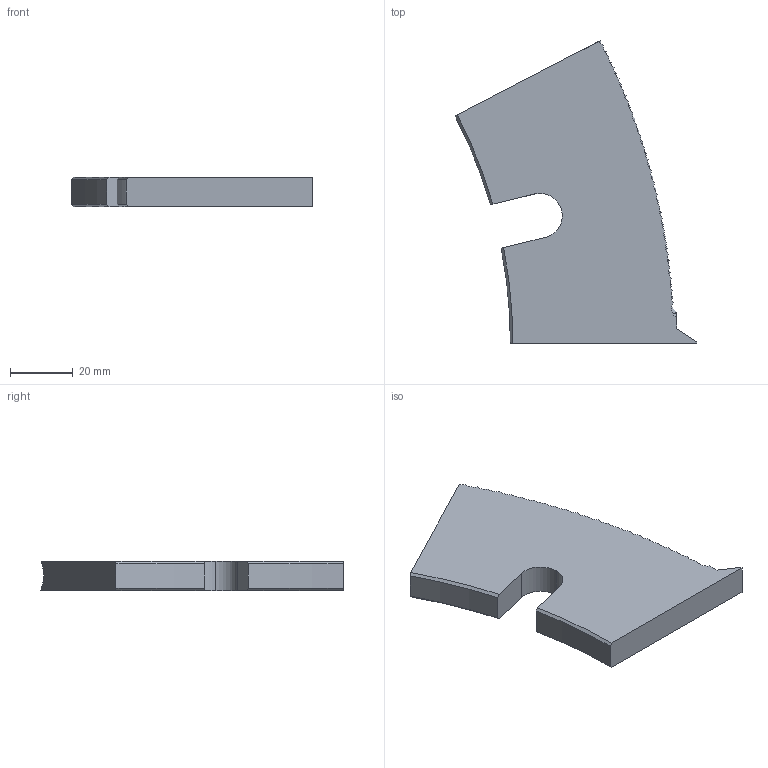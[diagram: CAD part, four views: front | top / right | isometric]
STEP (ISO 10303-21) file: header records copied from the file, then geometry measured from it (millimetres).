
FILE_DESCRIPTION (( 'STEP AP203' ), '1' );
FILE_NAME ('M23528-S.STEP', '2022-04-21T21:09:49', ( '' ), ( '' ), 'SwSTEP 2.0', 'SolidWorks 2020', '' );
FILE_SCHEMA (( 'CONFIG_CONTROL_DESIGN' ));
Length unit declared in the file: inch
Products named in the file (1): M23528-S
Bounding box: 77.22 x 96.68 x 9.49 mm (x, y, z)
Volume: 39821 mm3; surface area: 11753.8 mm2
Topology: 1 solids, 1 shells, 67 faces, 195 edges, 130 vertices
Faces by surface type: sphere 48, plane 8, cylinder 5, cone 4, torus 2
Entity records: 3103 total; most frequent: CARTESIAN_POINT 1241, DIRECTION 392, ORIENTED_EDGE 390, EDGE_CURVE 195, AXIS2_PLACEMENT_3D 183, VERTEX_POINT 130, CIRCLE 115, ADVANCED_FACE 67
